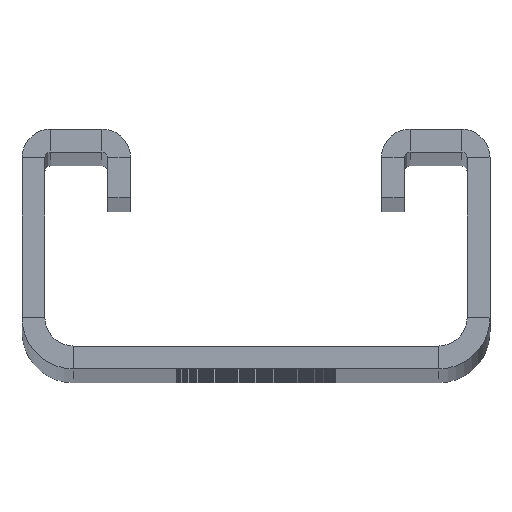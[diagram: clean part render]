
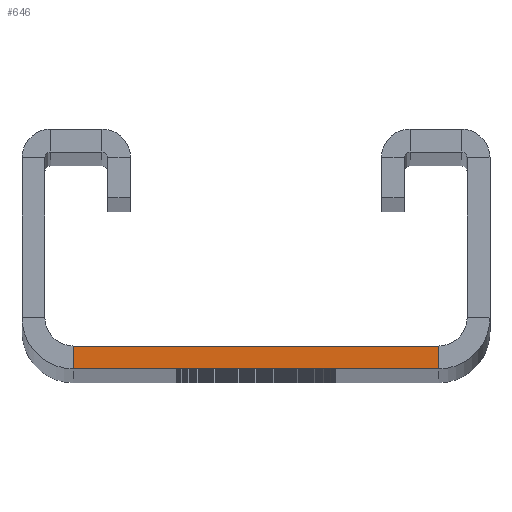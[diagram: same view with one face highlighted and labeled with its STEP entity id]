
A CAD part, top view. The second image highlights one B-rep face of the part: STEP entity #646.
In plain terms, the highlighted planar face has unit normal (0, 0, 1).
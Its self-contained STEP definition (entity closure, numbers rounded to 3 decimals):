
#187 = CARTESIAN_POINT ( 'NONE',  ( -16., 2., 700. ) ) ;
#431 = EDGE_CURVE ( 'NONE', #1708, #3079, #845, .T. ) ;
#435 = VERTEX_POINT ( 'NONE', #599 ) ;
#599 = CARTESIAN_POINT ( 'NONE',  ( 16., 0., 700. ) ) ;
#639 = EDGE_CURVE ( 'NONE', #3079, #435, #1170, .T. ) ;
#646 = ADVANCED_FACE ( 'NONE', ( #1568 ), #1456, .T. ) ;
#678 = VECTOR ( 'NONE', #2157, 1000. ) ;
#736 = CARTESIAN_POINT ( 'NONE',  ( 16., 0., 700. ) ) ;
#845 = LINE ( 'NONE', #2858, #678 ) ;
#965 = EDGE_CURVE ( 'NONE', #1708, #3395, #2525, .T. ) ;
#1062 = LINE ( 'NONE', #736, #1211 ) ;
#1170 = LINE ( 'NONE', #3499, #1364 ) ;
#1208 = VECTOR ( 'NONE', #2036, 1000. ) ;
#1211 = VECTOR ( 'NONE', #1231, 1000. ) ;
#1231 = DIRECTION ( 'NONE',  ( 0., 1., 0. ) ) ;
#1244 = DIRECTION ( 'NONE',  ( 1., 0., 0. ) ) ;
#1364 = VECTOR ( 'NONE', #1244, 1000. ) ;
#1430 = CARTESIAN_POINT ( 'NONE',  ( 16., 2., 700. ) ) ;
#1436 = DIRECTION ( 'NONE',  ( 0., 0., 1. ) ) ;
#1456 = PLANE ( 'NONE',  #2474 ) ;
#1535 = DIRECTION ( 'NONE',  ( 1., 0., 0. ) ) ;
#1568 = FACE_OUTER_BOUND ( 'NONE', #2510, .T. ) ;
#1708 = VERTEX_POINT ( 'NONE', #187 ) ;
#2036 = DIRECTION ( 'NONE',  ( 1., 0., 0. ) ) ;
#2157 = DIRECTION ( 'NONE',  ( 0., -1., 0. ) ) ;
#2366 = CARTESIAN_POINT ( 'NONE',  ( 16., 2., 700. ) ) ;
#2474 = AXIS2_PLACEMENT_3D ( 'NONE', #2690, #1436, #1535 ) ;
#2510 = EDGE_LOOP ( 'NONE', ( #3525, #2788, #3033, #3682 ) ) ;
#2525 = LINE ( 'NONE', #2366, #1208 ) ;
#2690 = CARTESIAN_POINT ( 'NONE',  ( 18.5, 4.5, 700. ) ) ;
#2788 = ORIENTED_EDGE ( 'NONE', *, *, #3579, .T. ) ;
#2858 = CARTESIAN_POINT ( 'NONE',  ( -16., 2., 700. ) ) ;
#3033 = ORIENTED_EDGE ( 'NONE', *, *, #965, .F. ) ;
#3079 = VERTEX_POINT ( 'NONE', #3264 ) ;
#3264 = CARTESIAN_POINT ( 'NONE',  ( -16., 0., 700. ) ) ;
#3395 = VERTEX_POINT ( 'NONE', #1430 ) ;
#3499 = CARTESIAN_POINT ( 'NONE',  ( 16., 0., 700. ) ) ;
#3525 = ORIENTED_EDGE ( 'NONE', *, *, #639, .T. ) ;
#3579 = EDGE_CURVE ( 'NONE', #435, #3395, #1062, .T. ) ;
#3682 = ORIENTED_EDGE ( 'NONE', *, *, #431, .T. ) ;
